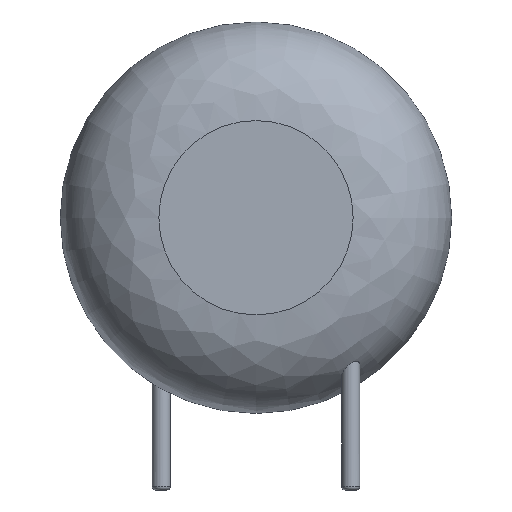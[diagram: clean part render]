
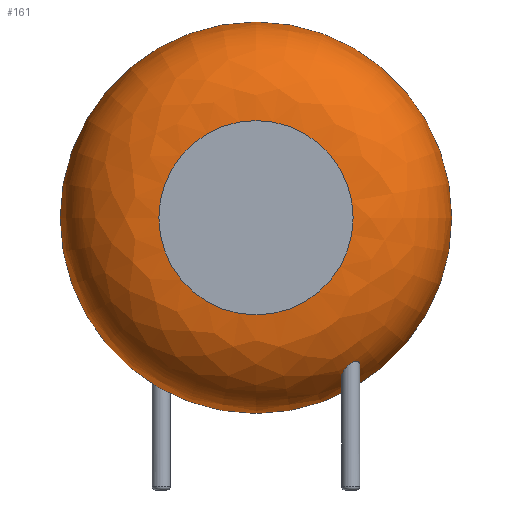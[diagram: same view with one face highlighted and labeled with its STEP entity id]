
A CAD part, front view. The second image highlights one B-rep face of the part: STEP entity #161.
In plain terms, the highlighted face is a revolution surface.
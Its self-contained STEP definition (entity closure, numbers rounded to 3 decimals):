
#24 = VERTEX_POINT('',#25);
#25 = CARTESIAN_POINT('',(11.5,-2.298,7.78));
#31 = EDGE_CURVE('',#24,#24,#32,.T.);
#32 = CIRCLE('',#33,7.75);
#33 = AXIS2_PLACEMENT_3D('',#34,#35,#36);
#34 = CARTESIAN_POINT('',(3.75,-2.298,7.78));
#35 = DIRECTION('',(0.,-1.,0.));
#36 = DIRECTION('',(1.,0.,0.));
#161 = ADVANCED_FACE('',(#162,#182),#252,.T.);
#162 = FACE_BOUND('',#163,.T.);
#163 = EDGE_LOOP('',(#164,#165,#174,#181));
#164 = ORIENTED_EDGE('',*,*,#31,.T.);
#165 = ORIENTED_EDGE('',*,*,#166,.T.);
#166 = EDGE_CURVE('',#24,#167,#169,.T.);
#167 = VERTEX_POINT('',#168);
#168 = CARTESIAN_POINT('',(7.598,-6.2,7.78));
#169 = CIRCLE('',#170,3.902);
#170 = AXIS2_PLACEMENT_3D('',#171,#172,#173);
#171 = CARTESIAN_POINT('',(7.598,-2.298,7.78));
#172 = DIRECTION('',(0.,0.,-1.));
#173 = DIRECTION('',(1.,0.,0.));
#174 = ORIENTED_EDGE('',*,*,#175,.F.);
#175 = EDGE_CURVE('',#167,#167,#176,.T.);
#176 = CIRCLE('',#177,3.848);
#177 = AXIS2_PLACEMENT_3D('',#178,#179,#180);
#178 = CARTESIAN_POINT('',(3.75,-6.2,7.78));
#179 = DIRECTION('',(0.,-1.,0.));
#180 = DIRECTION('',(1.,0.,0.));
#181 = ORIENTED_EDGE('',*,*,#166,.F.);
#182 = FACE_BOUND('',#183,.T.);
#183 = EDGE_LOOP('',(#184,#205));
#184 = ORIENTED_EDGE('',*,*,#185,.T.);
#185 = EDGE_CURVE('',#186,#188,#190,.T.);
#186 = VERTEX_POINT('',#187);
#187 = CARTESIAN_POINT('',(7.86,-4.4,1.947));
#188 = VERTEX_POINT('',#189);
#189 = CARTESIAN_POINT('',(7.477,-4.041,1.458
));
#190 = B_SPLINE_CURVE_WITH_KNOTS('',7,(#191,#192,#193,#194,#195,#196,
#197,#198,#199,#200,#201,#202,#203,#204),.UNSPECIFIED.,.F.,.F.,(8,6,
8),(0.,0.365,1.),.UNSPECIFIED.);
#191 = CARTESIAN_POINT('',(7.86,-4.4,1.947));
#192 = CARTESIAN_POINT('',(7.86,-4.369,1.923));
#193 = CARTESIAN_POINT('',(7.857,-4.339,1.898
));
#194 = CARTESIAN_POINT('',(7.851,-4.31,1.872
));
#195 = CARTESIAN_POINT('',(7.842,-4.281,1.845
));
#196 = CARTESIAN_POINT('',(7.831,-4.253,1.818)
);
#197 = CARTESIAN_POINT('',(7.817,-4.227,1.79)
);
#198 = CARTESIAN_POINT('',(7.772,-4.158,1.714
));
#199 = CARTESIAN_POINT('',(7.736,-4.12,1.665));
#200 = CARTESIAN_POINT('',(7.693,-4.087,1.617)
);
#201 = CARTESIAN_POINT('',(7.645,-4.061,1.571
));
#202 = CARTESIAN_POINT('',(7.591,-4.044,1.528
));
#203 = CARTESIAN_POINT('',(7.534,-4.037,1.489
));
#204 = CARTESIAN_POINT('',(7.477,-4.041,1.458
));
#205 = ORIENTED_EDGE('',*,*,#206,.T.);
#206 = EDGE_CURVE('',#188,#186,#207,.T.);
#207 = B_SPLINE_CURVE_WITH_KNOTS('',7,(#208,#209,#210,#211,#212,#213,
#214,#215,#216,#217,#218,#219,#220,#221,#222,#223,#224,#225,#226,
#227,#228,#229,#230,#231,#232,#233,#234,#235,#236,#237,#238,#239,
#240,#241,#242,#243,#244,#245,#246,#247,#248,#249,#250,#251),
.UNSPECIFIED.,.F.,.F.,(8,6,6,6,6,6,6,8),(0.,0.147,
0.257,0.313,0.484,0.692,
0.864,1.),.UNSPECIFIED.);
#208 = CARTESIAN_POINT('',(7.477,-4.041,1.458
));
#209 = CARTESIAN_POINT('',(7.441,-4.043,1.438)
);
#210 = CARTESIAN_POINT('',(7.404,-4.05,1.42
));
#211 = CARTESIAN_POINT('',(7.368,-4.061,1.406
));
#212 = CARTESIAN_POINT('',(7.333,-4.076,1.396)
);
#213 = CARTESIAN_POINT('',(7.301,-4.096,1.389
));
#214 = CARTESIAN_POINT('',(7.271,-4.12,1.387
));
#215 = CARTESIAN_POINT('',(7.225,-4.166,1.39)
);
#216 = CARTESIAN_POINT('',(7.207,-4.188,1.394)
);
#217 = CARTESIAN_POINT('',(7.191,-4.211,1.4
));
#218 = CARTESIAN_POINT('',(7.178,-4.235,1.408)
);
#219 = CARTESIAN_POINT('',(7.167,-4.259,1.418)
);
#220 = CARTESIAN_POINT('',(7.158,-4.285,1.43)
);
#221 = CARTESIAN_POINT('',(7.148,-4.323,1.451
));
#222 = CARTESIAN_POINT('',(7.145,-4.336,1.459
));
#223 = CARTESIAN_POINT('',(7.143,-4.35,1.467
));
#224 = CARTESIAN_POINT('',(7.141,-4.363,1.476)
);
#225 = CARTESIAN_POINT('',(7.14,-4.376,1.484
));
#226 = CARTESIAN_POINT('',(7.14,-4.389,1.494)
);
#227 = CARTESIAN_POINT('',(7.14,-4.442,1.532
));
#228 = CARTESIAN_POINT('',(7.146,-4.48,1.564)
);
#229 = CARTESIAN_POINT('',(7.156,-4.518,1.598
));
#230 = CARTESIAN_POINT('',(7.17,-4.553,1.634)
);
#231 = CARTESIAN_POINT('',(7.188,-4.586,1.672
));
#232 = CARTESIAN_POINT('',(7.21,-4.616,1.71)
);
#233 = CARTESIAN_POINT('',(7.265,-4.677,1.795)
);
#234 = CARTESIAN_POINT('',(7.301,-4.706,1.841)
);
#235 = CARTESIAN_POINT('',(7.341,-4.729,1.888
));
#236 = CARTESIAN_POINT('',(7.385,-4.748,1.932
));
#237 = CARTESIAN_POINT('',(7.432,-4.759,1.973
));
#238 = CARTESIAN_POINT('',(7.482,-4.763,2.009)
);
#239 = CARTESIAN_POINT('',(7.575,-4.755,2.062
));
#240 = CARTESIAN_POINT('',(7.618,-4.745,2.081)
);
#241 = CARTESIAN_POINT('',(7.66,-4.729,2.094)
);
#242 = CARTESIAN_POINT('',(7.699,-4.706,2.1
));
#243 = CARTESIAN_POINT('',(7.735,-4.679,2.098
));
#244 = CARTESIAN_POINT('',(7.766,-4.647,2.09
));
#245 = CARTESIAN_POINT('',(7.811,-4.585,2.066)
);
#246 = CARTESIAN_POINT('',(7.827,-4.556,2.052
));
#247 = CARTESIAN_POINT('',(7.841,-4.525,2.036)
);
#248 = CARTESIAN_POINT('',(7.85,-4.494,2.016
));
#249 = CARTESIAN_POINT('',(7.857,-4.463,1.995)
);
#250 = CARTESIAN_POINT('',(7.86,-4.431,1.972));
#251 = CARTESIAN_POINT('',(7.86,-4.4,1.947));
#252 = SURFACE_OF_REVOLUTION('',#253,#266);
#253 = B_SPLINE_CURVE_WITH_KNOTS('',6,(#254,#255,#256,#257,#258,#259,
#260,#261,#262,#263,#264,#265),.UNSPECIFIED.,.F.,.F.,(7,5,7),(
0.,0.785,1.571),.UNSPECIFIED.);
#254 = CARTESIAN_POINT('',(11.5,-2.298,7.78));
#255 = CARTESIAN_POINT('',(11.5,-2.808,7.78));
#256 = CARTESIAN_POINT('',(11.42,-3.319,7.78));
#257 = CARTESIAN_POINT('',(11.259,-3.814,7.78));
#258 = CARTESIAN_POINT('',(11.023,-4.278,7.78));
#259 = CARTESIAN_POINT('',(10.718,-4.696,7.78));
#260 = CARTESIAN_POINT('',(9.996,-5.418,7.78));
#261 = CARTESIAN_POINT('',(9.578,-5.723,7.78));
#262 = CARTESIAN_POINT('',(9.114,-5.959,7.78));
#263 = CARTESIAN_POINT('',(8.619,-6.12,7.78));
#264 = CARTESIAN_POINT('',(8.108,-6.2,7.78));
#265 = CARTESIAN_POINT('',(7.598,-6.2,7.78));
#266 = AXIS1_PLACEMENT('',#267,#268);
#267 = CARTESIAN_POINT('',(3.75,-2.298,7.78));
#268 = DIRECTION('',(0.,-1.,0.));
